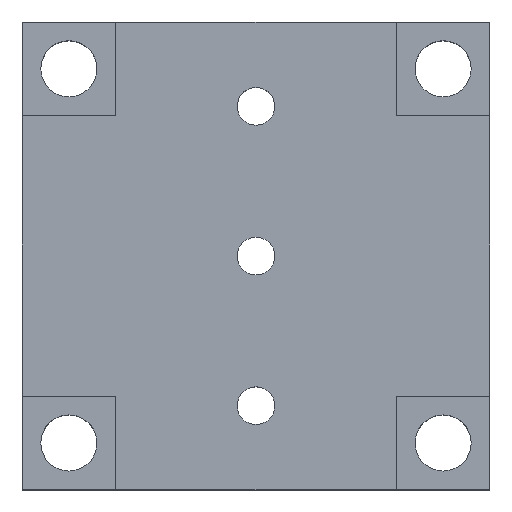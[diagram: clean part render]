
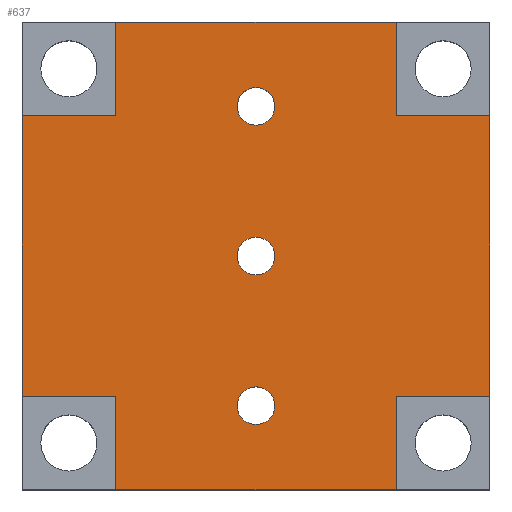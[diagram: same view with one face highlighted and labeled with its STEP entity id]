
A CAD part, top view. The second image highlights one B-rep face of the part: STEP entity #637.
In plain terms, the highlighted planar face has unit normal (0, 0, 1).
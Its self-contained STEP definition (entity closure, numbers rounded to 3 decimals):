
#1 = DIRECTION ( 'NONE',  ( 1., 0., 0. ) ) ;
#11 = CARTESIAN_POINT ( 'NONE',  ( -7.5, 7.5, 3. ) ) ;
#13 = CARTESIAN_POINT ( 'NONE',  ( 0., 0., 3. ) ) ;
#16 = VERTEX_POINT ( 'NONE', #196 ) ;
#37 = CARTESIAN_POINT ( 'NONE',  ( -7.5, -7.5, 3. ) ) ;
#45 = VERTEX_POINT ( 'NONE', #11 ) ;
#46 = CARTESIAN_POINT ( 'NONE',  ( -7.5, 12.5, 3. ) ) ;
#49 = CARTESIAN_POINT ( 'NONE',  ( 1.006, -8., 3. ) ) ;
#66 = CARTESIAN_POINT ( 'NONE',  ( -7.5, 0., 3. ) ) ;
#84 = LINE ( 'NONE', #436, #187 ) ;
#88 = DIRECTION ( 'NONE',  ( -1., 0., 0. ) ) ;
#93 = PLANE ( 'NONE',  #979 ) ;
#109 = CARTESIAN_POINT ( 'NONE',  ( 1.006, 0., 3. ) ) ;
#115 = CARTESIAN_POINT ( 'NONE',  ( 0., 8., 3. ) ) ;
#127 = EDGE_CURVE ( 'NONE', #16, #305, #265, .T. ) ;
#141 = EDGE_CURVE ( 'NONE', #257, #16, #1063, .T. ) ;
#142 = CARTESIAN_POINT ( 'NONE',  ( 0., 8., 3. ) ) ;
#148 = EDGE_LOOP ( 'NONE', ( #235, #922, #783, #253, #981, #565, #1074, #205, #1087, #823, #345, #1092 ) ) ;
#149 = LINE ( 'NONE', #594, #907 ) ;
#154 = CARTESIAN_POINT ( 'NONE',  ( 12.5, 12.5, 3. ) ) ;
#155 = VECTOR ( 'NONE', #911, 1000. ) ;
#159 = CARTESIAN_POINT ( 'NONE',  ( 7.5, -7.5, 3. ) ) ;
#164 = CARTESIAN_POINT ( 'NONE',  ( 0., -8., 3. ) ) ;
#172 = CARTESIAN_POINT ( 'NONE',  ( 1.007, 8., 3. ) ) ;
#175 = CARTESIAN_POINT ( 'NONE',  ( -12.5, 7.5, 3. ) ) ;
#176 = VERTEX_POINT ( 'NONE', #207 ) ;
#178 = CARTESIAN_POINT ( 'NONE',  ( 7.5, 0., 3. ) ) ;
#179 = VERTEX_POINT ( 'NONE', #642 ) ;
#181 = CARTESIAN_POINT ( 'NONE',  ( 7.5, 0., 3. ) ) ;
#183 = CARTESIAN_POINT ( 'NONE',  ( 12.5, -12.5, 3. ) ) ;
#185 = VERTEX_POINT ( 'NONE', #1019 ) ;
#187 = VECTOR ( 'NONE', #88, 1000. ) ;
#195 = DIRECTION ( 'NONE',  ( 0., 0., -1. ) ) ;
#196 = CARTESIAN_POINT ( 'NONE',  ( -7.5, -12.5, 3. ) ) ;
#198 = LINE ( 'NONE', #1106, #266 ) ;
#202 = AXIS2_PLACEMENT_3D ( 'NONE', #115, #195, #617 ) ;
#203 = DIRECTION ( 'NONE',  ( 0., 0., -1. ) ) ;
#205 = ORIENTED_EDGE ( 'NONE', *, *, #127, .T. ) ;
#207 = CARTESIAN_POINT ( 'NONE',  ( -1.006, -8., 3. ) ) ;
#216 = VERTEX_POINT ( 'NONE', #46 ) ;
#219 = ORIENTED_EDGE ( 'NONE', *, *, #518, .T. ) ;
#224 = CIRCLE ( 'NONE', #963, 1.006 ) ;
#225 = CIRCLE ( 'NONE', #961, 1.006 ) ;
#235 = ORIENTED_EDGE ( 'NONE', *, *, #712, .T. ) ;
#241 = DIRECTION ( 'NONE',  ( -1., 0., 0. ) ) ;
#253 = ORIENTED_EDGE ( 'NONE', *, *, #632, .T. ) ;
#255 = DIRECTION ( 'NONE',  ( 0., 1., 0. ) ) ;
#257 = VERTEX_POINT ( 'NONE', #37 ) ;
#261 = CIRCLE ( 'NONE', #815, 1.006 ) ;
#262 = LINE ( 'NONE', #178, #855 ) ;
#265 = LINE ( 'NONE', #183, #906 ) ;
#266 = VECTOR ( 'NONE', #317, 1000. ) ;
#267 = EDGE_CURVE ( 'NONE', #579, #743, #727, .T. ) ;
#271 = CARTESIAN_POINT ( 'NONE',  ( -7.5, 0., 3. ) ) ;
#272 = FACE_BOUND ( 'NONE', #923, .T. ) ;
#305 = VERTEX_POINT ( 'NONE', #870 ) ;
#311 = DIRECTION ( 'NONE',  ( 0., 0., -1. ) ) ;
#313 = EDGE_CURVE ( 'NONE', #455, #176, #224, .T. ) ;
#316 = VECTOR ( 'NONE', #393, 1000. ) ;
#317 = DIRECTION ( 'NONE',  ( -1., 0., 0. ) ) ;
#320 = AXIS2_PLACEMENT_3D ( 'NONE', #13, #203, #729 ) ;
#322 = VECTOR ( 'NONE', #255, 1000. ) ;
#324 = CARTESIAN_POINT ( 'NONE',  ( -12.5, -7.5, 3. ) ) ;
#326 = CARTESIAN_POINT ( 'NONE',  ( 0., -8., 3. ) ) ;
#345 = ORIENTED_EDGE ( 'NONE', *, *, #875, .T. ) ;
#358 = FACE_BOUND ( 'NONE', #1111, .T. ) ;
#380 = VERTEX_POINT ( 'NONE', #159 ) ;
#393 = DIRECTION ( 'NONE',  ( 0., -1., 0. ) ) ;
#430 = CARTESIAN_POINT ( 'NONE',  ( 12.5, -7.5, 3. ) ) ;
#436 = CARTESIAN_POINT ( 'NONE',  ( 0., 7.5, 3. ) ) ;
#441 = CARTESIAN_POINT ( 'NONE',  ( 0., -7.5, 3. ) ) ;
#442 = ORIENTED_EDGE ( 'NONE', *, *, #719, .T. ) ;
#447 = VECTOR ( 'NONE', #956, 1000. ) ;
#448 = CARTESIAN_POINT ( 'NONE',  ( -1.006, 0., 3. ) ) ;
#455 = VERTEX_POINT ( 'NONE', #49 ) ;
#461 = EDGE_CURVE ( 'NONE', #466, #216, #149, .T. ) ;
#466 = VERTEX_POINT ( 'NONE', #863 ) ;
#499 = CARTESIAN_POINT ( 'NONE',  ( 0., 0., 3. ) ) ;
#518 = EDGE_CURVE ( 'NONE', #647, #1101, #261, .T. ) ;
#532 = VECTOR ( 'NONE', #1136, 1000. ) ;
#536 = EDGE_CURVE ( 'NONE', #970, #185, #225, .T. ) ;
#544 = EDGE_CURVE ( 'NONE', #743, #257, #850, .T. ) ;
#559 = EDGE_CURVE ( 'NONE', #176, #455, #1108, .T. ) ;
#565 = ORIENTED_EDGE ( 'NONE', *, *, #544, .T. ) ;
#568 = VECTOR ( 'NONE', #761, 1000. ) ;
#579 = VERTEX_POINT ( 'NONE', #175 ) ;
#594 = CARTESIAN_POINT ( 'NONE',  ( -12.5, 12.5, 3. ) ) ;
#604 = LINE ( 'NONE', #66, #447 ) ;
#610 = DIRECTION ( 'NONE',  ( 0., 1., 0. ) ) ;
#614 = EDGE_CURVE ( 'NONE', #380, #869, #626, .T. ) ;
#615 = FACE_OUTER_BOUND ( 'NONE', #148, .T. ) ;
#617 = DIRECTION ( 'NONE',  ( -1., 0., 0. ) ) ;
#618 = DIRECTION ( 'NONE',  ( 0., -1., 0. ) ) ;
#620 = EDGE_LOOP ( 'NONE', ( #933, #1081 ) ) ;
#626 = LINE ( 'NONE', #441, #532 ) ;
#632 = EDGE_CURVE ( 'NONE', #45, #579, #84, .T. ) ;
#637 = ADVANCED_FACE ( 'NONE', ( #272, #358, #690, #615 ), #93, .T. ) ;
#642 = CARTESIAN_POINT ( 'NONE',  ( 12.5, 7.5, 3. ) ) ;
#647 = VERTEX_POINT ( 'NONE', #448 ) ;
#659 = VECTOR ( 'NONE', #618, 1000. ) ;
#660 = DIRECTION ( 'NONE',  ( -1., 0., 0. ) ) ;
#666 = CIRCLE ( 'NONE', #320, 1.006 ) ;
#667 = ORIENTED_EDGE ( 'NONE', *, *, #536, .T. ) ;
#668 = DIRECTION ( 'NONE',  ( -1., 0., 0. ) ) ;
#674 = DIRECTION ( 'NONE',  ( 0., 0., -1. ) ) ;
#679 = CARTESIAN_POINT ( 'NONE',  ( 0., -7.5, 3. ) ) ;
#690 = FACE_BOUND ( 'NONE', #620, .T. ) ;
#694 = CIRCLE ( 'NONE', #202, 1.006 ) ;
#695 = DIRECTION ( 'NONE',  ( 0., 0., 1. ) ) ;
#712 = EDGE_CURVE ( 'NONE', #1009, #466, #262, .T. ) ;
#719 = EDGE_CURVE ( 'NONE', #1101, #647, #666, .T. ) ;
#727 = LINE ( 'NONE', #1083, #316 ) ;
#729 = DIRECTION ( 'NONE',  ( -1., 0., 0. ) ) ;
#743 = VERTEX_POINT ( 'NONE', #324 ) ;
#753 = DIRECTION ( 'NONE',  ( 0., 0., -1. ) ) ;
#758 = DIRECTION ( 'NONE',  ( -1., 0., 0. ) ) ;
#761 = DIRECTION ( 'NONE',  ( 1., 0., 0. ) ) ;
#783 = ORIENTED_EDGE ( 'NONE', *, *, #957, .T. ) ;
#806 = EDGE_CURVE ( 'NONE', #179, #1009, #198, .T. ) ;
#815 = AXIS2_PLACEMENT_3D ( 'NONE', #499, #753, #668 ) ;
#823 = ORIENTED_EDGE ( 'NONE', *, *, #614, .T. ) ;
#850 = LINE ( 'NONE', #679, #568 ) ;
#855 = VECTOR ( 'NONE', #610, 1000. ) ;
#863 = CARTESIAN_POINT ( 'NONE',  ( 7.5, 12.5, 3. ) ) ;
#869 = VERTEX_POINT ( 'NONE', #430 ) ;
#870 = CARTESIAN_POINT ( 'NONE',  ( 7.5, -12.5, 3. ) ) ;
#875 = EDGE_CURVE ( 'NONE', #869, #179, #1049, .T. ) ;
#886 = LINE ( 'NONE', #181, #155 ) ;
#906 = VECTOR ( 'NONE', #978, 1000. ) ;
#907 = VECTOR ( 'NONE', #1017, 1000. ) ;
#911 = DIRECTION ( 'NONE',  ( 0., 1., 0. ) ) ;
#922 = ORIENTED_EDGE ( 'NONE', *, *, #461, .T. ) ;
#923 = EDGE_LOOP ( 'NONE', ( #219, #442 ) ) ;
#930 = ORIENTED_EDGE ( 'NONE', *, *, #1031, .T. ) ;
#933 = ORIENTED_EDGE ( 'NONE', *, *, #559, .T. ) ;
#956 = DIRECTION ( 'NONE',  ( 0., -1., 0. ) ) ;
#957 = EDGE_CURVE ( 'NONE', #216, #45, #604, .T. ) ;
#961 = AXIS2_PLACEMENT_3D ( 'NONE', #142, #311, #660 ) ;
#962 = DIRECTION ( 'NONE',  ( 0., 0., -1. ) ) ;
#963 = AXIS2_PLACEMENT_3D ( 'NONE', #164, #962, #758 ) ;
#970 = VERTEX_POINT ( 'NONE', #172 ) ;
#978 = DIRECTION ( 'NONE',  ( 1., 0., 0. ) ) ;
#979 = AXIS2_PLACEMENT_3D ( 'NONE', #1141, #695, #1 ) ;
#981 = ORIENTED_EDGE ( 'NONE', *, *, #267, .T. ) ;
#988 = CARTESIAN_POINT ( 'NONE',  ( 7.5, 7.5, 3. ) ) ;
#1009 = VERTEX_POINT ( 'NONE', #988 ) ;
#1017 = DIRECTION ( 'NONE',  ( -1., 0., 0. ) ) ;
#1019 = CARTESIAN_POINT ( 'NONE',  ( -1.006, 8., 3. ) ) ;
#1028 = EDGE_CURVE ( 'NONE', #305, #380, #886, .T. ) ;
#1031 = EDGE_CURVE ( 'NONE', #185, #970, #694, .T. ) ;
#1040 = AXIS2_PLACEMENT_3D ( 'NONE', #326, #674, #241 ) ;
#1049 = LINE ( 'NONE', #154, #322 ) ;
#1063 = LINE ( 'NONE', #271, #659 ) ;
#1074 = ORIENTED_EDGE ( 'NONE', *, *, #141, .T. ) ;
#1081 = ORIENTED_EDGE ( 'NONE', *, *, #313, .T. ) ;
#1083 = CARTESIAN_POINT ( 'NONE',  ( -12.5, -12.5, 3. ) ) ;
#1087 = ORIENTED_EDGE ( 'NONE', *, *, #1028, .T. ) ;
#1092 = ORIENTED_EDGE ( 'NONE', *, *, #806, .T. ) ;
#1101 = VERTEX_POINT ( 'NONE', #109 ) ;
#1106 = CARTESIAN_POINT ( 'NONE',  ( 0., 7.5, 3. ) ) ;
#1108 = CIRCLE ( 'NONE', #1040, 1.006 ) ;
#1111 = EDGE_LOOP ( 'NONE', ( #930, #667 ) ) ;
#1136 = DIRECTION ( 'NONE',  ( 1., 0., 0. ) ) ;
#1141 = CARTESIAN_POINT ( 'NONE',  ( 0., 0., 3. ) ) ;
